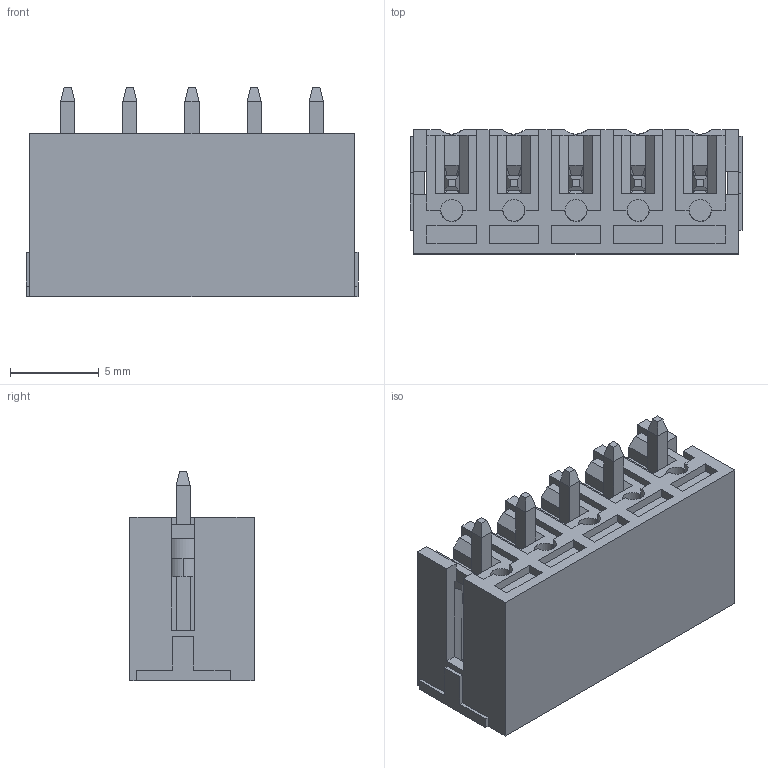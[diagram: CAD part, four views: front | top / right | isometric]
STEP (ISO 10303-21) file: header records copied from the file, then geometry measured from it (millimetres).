
FILE_DESCRIPTION( ('This file contains a STEP AP42 implementation' ,'as created by ZW3D STEP Interface translator.') ,'2;1' );
FILE_NAME( 'wj15edgvc-thr-3_5-05.stp' ,'2210 9. 956 6', (''), ('ZWCAD Software Co.'), 'Version 1.0', 'ZW3D to STEP translator', '' );
FILE_SCHEMA(('AUTOMOTIVE_DESIGN'));
Length unit declared in the file: millimetre
Products named in the file (2): 0; wj15edgvc-thr-3_5-02_05.asm
Bounding box: 18.7 x 7 x 11.8 mm (x, y, z)
Volume: 548.5 mm3; surface area: 1792.8 mm2
Topology: 1 solids, 1 shells, 504 faces, 1329 edges, 848 vertices
Faces by surface type: bspline 504
Entity records: 14794 total; most frequent: CARTESIAN_POINT 6206, ORIENTED_EDGE 2658, EDGE_CURVE 1329, B_SPLINE_CURVE_WITH_KNOTS 1204, VERTEX_POINT 848, EDGE_LOOP 529, FACE_OUTER_BOUND 504, ADVANCED_FACE 504
